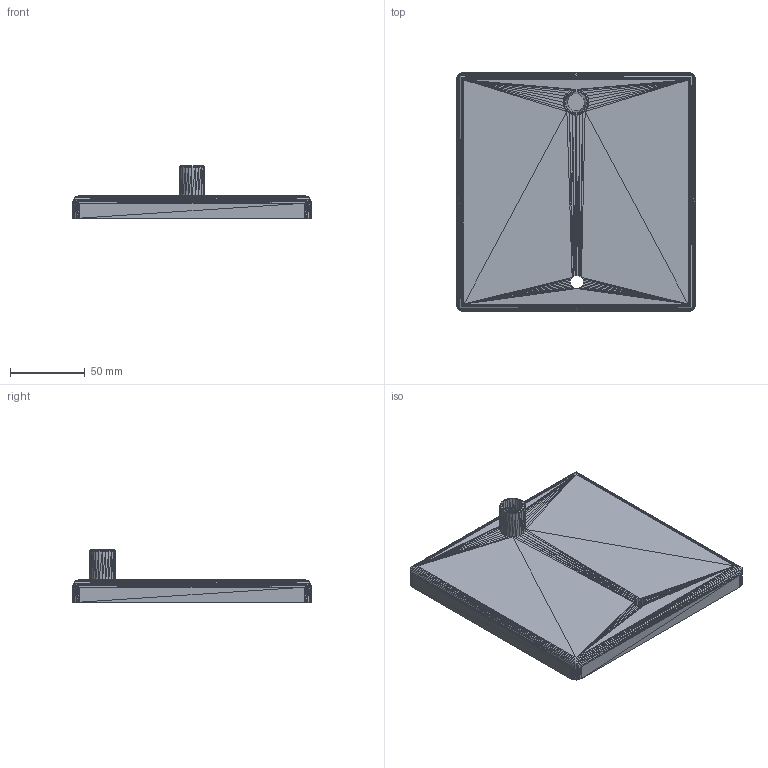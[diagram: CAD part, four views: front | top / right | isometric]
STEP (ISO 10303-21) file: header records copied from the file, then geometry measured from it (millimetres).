
FILE_DESCRIPTION(('FreeCAD Model'),'2;1');
FILE_NAME('SFP-Holder-Base.step', '2018-02-26T10:01:53',('Author'),(''), 'Open CASCADE STEP processor 6.8','FreeCAD','Unknown');
FILE_SCHEMA(('AUTOMOTIVE_DESIGN_CC2 { 1 2 10303 214 -1 1 5 4 }'));
Length unit declared in the file: millimetre
Products named in the file (1): SFP_Holder_Base001
Bounding box: 160 x 160 x 35 mm (x, y, z)
Surface area: 61249 mm2 (no closed solid volume)
Topology: 0 solids, 6 shells, 805 faces, 1230 edges, 427 vertices
Faces by surface type: plane 805
Entity records: 30452 total; most frequent: CARTESIAN_POINT 6065, DIRECTION 4068, LINE 2460, VECTOR 2460, ORIENTED_EDGE 2417, PCURVE 2417, DEFINITIONAL_REPRESENTATION 2417, EDGE_CURVE 1230
